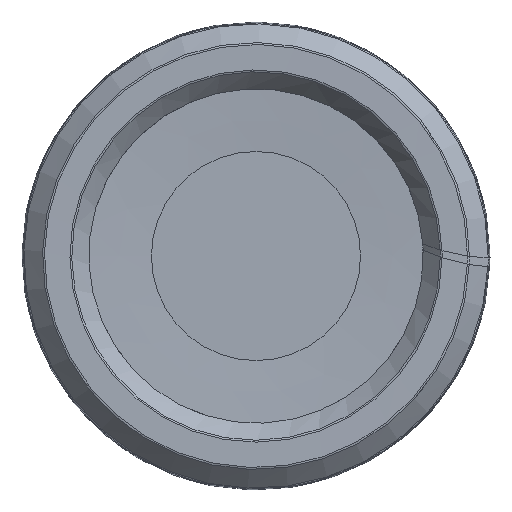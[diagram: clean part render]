
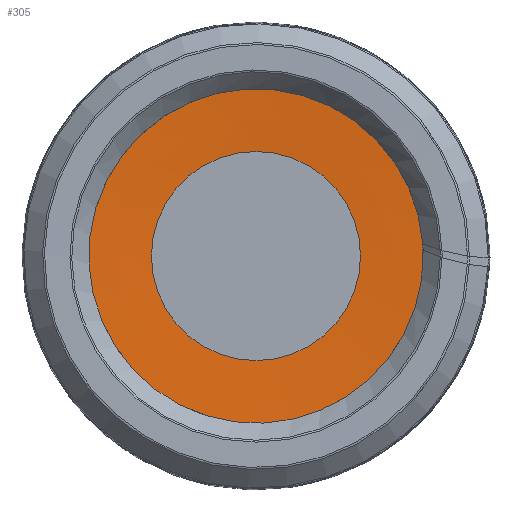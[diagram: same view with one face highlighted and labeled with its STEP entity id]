
A CAD part, left-side view. The second image highlights one B-rep face of the part: STEP entity #305.
In plain terms, the highlighted conical face has half-angle 87 degrees and reference radius 49.924 mm.
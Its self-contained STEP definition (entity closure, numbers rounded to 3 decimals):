
#58=CONICAL_SURFACE('',#912,49.924,87.);
#105=FACE_BOUND('',#431,.T.);
#106=FACE_BOUND('',#432,.T.);
#305=ADVANCED_FACE('',(#105,#106),#58,.F.);
#431=EDGE_LOOP('',(#664));
#432=EDGE_LOOP('',(#665));
#509=CIRCLE('',#910,49.924);
#510=CIRCLE('',#911,30.843);
#664=ORIENTED_EDGE('',*,*,#810,.F.);
#665=ORIENTED_EDGE('',*,*,#809,.T.);
#726=VERTEX_POINT('',#1829);
#727=VERTEX_POINT('',#1848);
#809=EDGE_CURVE('',#726,#726,#509,.T.);
#810=EDGE_CURVE('',#727,#727,#510,.T.);
#910=AXIS2_PLACEMENT_3D('',#1828,#1070,#1071);
#911=AXIS2_PLACEMENT_3D('',#1847,#1073,#1074);
#912=AXIS2_PLACEMENT_3D('',#1849,#1075,#1076);
#1070=DIRECTION('',(-1.,0.,0.));
#1071=DIRECTION('',(0.,-1.,0.));
#1073=DIRECTION('',(-1.,0.,0.));
#1074=DIRECTION('',(0.,-1.,0.));
#1075=DIRECTION('',(-1.,0.,0.));
#1076=DIRECTION('',(0.,-1.,0.));
#1828=CARTESIAN_POINT('',(6.,0.236,0.));
#1829=CARTESIAN_POINT('',(6.,-49.688,0.));
#1847=CARTESIAN_POINT('',(7.,0.236,0.));
#1848=CARTESIAN_POINT('',(7.,-30.607,0.));
#1849=CARTESIAN_POINT('',(6.,0.236,0.));
